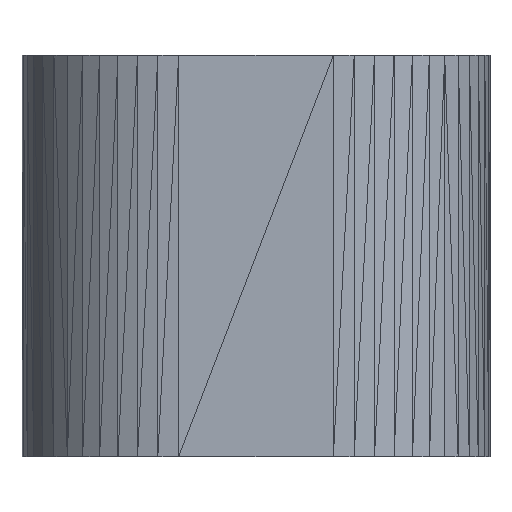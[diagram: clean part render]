
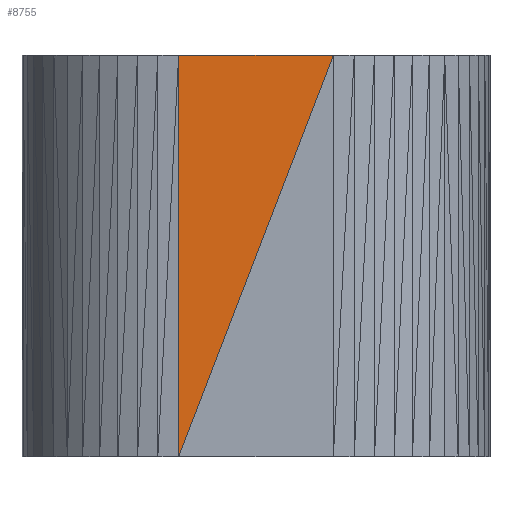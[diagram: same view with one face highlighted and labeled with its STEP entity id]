
A CAD part, front view. The second image highlights one B-rep face of the part: STEP entity #8755.
In plain terms, the highlighted planar face has unit normal (0, -1, 0).
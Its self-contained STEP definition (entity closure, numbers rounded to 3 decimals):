
#2803 = VERTEX_POINT('',#2804);
#2804 = CARTESIAN_POINT('',(-1.157,-3.495,6.));
#2880 = PLANE('',#2881);
#2881 = AXIS2_PLACEMENT_3D('',#2882,#2883,#2884);
#2882 = CARTESIAN_POINT('',(-0.024,-2.829,6.));
#2883 = DIRECTION('',(0.,0.,1.));
#2884 = DIRECTION('',(1.,0.,0.));
#3034 = EDGE_CURVE('',#2803,#3035,#3037,.T.);
#3035 = VERTEX_POINT('',#3036);
#3036 = CARTESIAN_POINT('',(1.157,-3.495,6.));
#3037 = SURFACE_CURVE('',#3038,(#3042,#3049),.PCURVE_S1.);
#3038 = LINE('',#3039,#3040);
#3039 = CARTESIAN_POINT('',(-1.157,-3.495,6.));
#3040 = VECTOR('',#3041,1.);
#3041 = DIRECTION('',(1.,0.,0.));
#3042 = PCURVE('',#2880,#3043);
#3043 = DEFINITIONAL_REPRESENTATION('',(#3044),#3048);
#3044 = LINE('',#3045,#3046);
#3045 = CARTESIAN_POINT('',(-1.133,-0.666));
#3046 = VECTOR('',#3047,1.);
#3047 = DIRECTION('',(1.,0.));
#3048 = ( GEOMETRIC_REPRESENTATION_CONTEXT(2) 
PARAMETRIC_REPRESENTATION_CONTEXT() REPRESENTATION_CONTEXT('2D SPACE',''
  ) );
#3049 = PCURVE('',#3050,#3055);
#3050 = PLANE('',#3051);
#3051 = AXIS2_PLACEMENT_3D('',#3052,#3053,#3054);
#3052 = CARTESIAN_POINT('',(-0.471,-3.495,
    3.471));
#3053 = DIRECTION('',(-0.,-1.,-0.));
#3054 = DIRECTION('',(0.,0.,-1.));
#3055 = DEFINITIONAL_REPRESENTATION('',(#3056),#3060);
#3056 = LINE('',#3057,#3058);
#3057 = CARTESIAN_POINT('',(-2.529,-0.686));
#3058 = VECTOR('',#3059,1.);
#3059 = DIRECTION('',(0.,1.));
#3060 = ( GEOMETRIC_REPRESENTATION_CONTEXT(2) 
PARAMETRIC_REPRESENTATION_CONTEXT() REPRESENTATION_CONTEXT('2D SPACE',''
  ) );
#8755 = ADVANCED_FACE('',(#8756),#3050,.T.);
#8756 = FACE_BOUND('',#8757,.T.);
#8757 = EDGE_LOOP('',(#8758,#8786,#8787));
#8758 = ORIENTED_EDGE('',*,*,#8759,.T.);
#8759 = EDGE_CURVE('',#8760,#3035,#8762,.T.);
#8760 = VERTEX_POINT('',#8761);
#8761 = CARTESIAN_POINT('',(-1.157,-3.495,0.));
#8762 = SURFACE_CURVE('',#8763,(#8767,#8774),.PCURVE_S1.);
#8763 = LINE('',#8764,#8765);
#8764 = CARTESIAN_POINT('',(-1.157,-3.495,0.));
#8765 = VECTOR('',#8766,1.);
#8766 = DIRECTION('',(0.36,0.,0.933));
#8767 = PCURVE('',#3050,#8768);
#8768 = DEFINITIONAL_REPRESENTATION('',(#8769),#8773);
#8769 = LINE('',#8770,#8771);
#8770 = CARTESIAN_POINT('',(3.471,-0.686));
#8771 = VECTOR('',#8772,1.);
#8772 = DIRECTION('',(-0.933,0.36));
#8773 = ( GEOMETRIC_REPRESENTATION_CONTEXT(2) 
PARAMETRIC_REPRESENTATION_CONTEXT() REPRESENTATION_CONTEXT('2D SPACE',''
  ) );
#8774 = PCURVE('',#8775,#8780);
#8775 = PLANE('',#8776);
#8776 = AXIS2_PLACEMENT_3D('',#8777,#8778,#8779);
#8777 = CARTESIAN_POINT('',(0.471,-3.495,
    2.529));
#8778 = DIRECTION('',(-0.,-1.,-0.));
#8779 = DIRECTION('',(0.,0.,-1.));
#8780 = DEFINITIONAL_REPRESENTATION('',(#8781),#8785);
#8781 = LINE('',#8782,#8783);
#8782 = CARTESIAN_POINT('',(2.529,-1.628));
#8783 = VECTOR('',#8784,1.);
#8784 = DIRECTION('',(-0.933,0.36));
#8785 = ( GEOMETRIC_REPRESENTATION_CONTEXT(2) 
PARAMETRIC_REPRESENTATION_CONTEXT() REPRESENTATION_CONTEXT('2D SPACE',''
  ) );
#8786 = ORIENTED_EDGE('',*,*,#3034,.F.);
#8787 = ORIENTED_EDGE('',*,*,#8788,.T.);
#8788 = EDGE_CURVE('',#2803,#8760,#8789,.T.);
#8789 = SURFACE_CURVE('',#8790,(#8794,#8801),.PCURVE_S1.);
#8790 = LINE('',#8791,#8792);
#8791 = CARTESIAN_POINT('',(-1.157,-3.495,6.));
#8792 = VECTOR('',#8793,1.);
#8793 = DIRECTION('',(0.,0.,-1.));
#8794 = PCURVE('',#3050,#8795);
#8795 = DEFINITIONAL_REPRESENTATION('',(#8796),#8800);
#8796 = LINE('',#8797,#8798);
#8797 = CARTESIAN_POINT('',(-2.529,-0.686));
#8798 = VECTOR('',#8799,1.);
#8799 = DIRECTION('',(1.,0.));
#8800 = ( GEOMETRIC_REPRESENTATION_CONTEXT(2) 
PARAMETRIC_REPRESENTATION_CONTEXT() REPRESENTATION_CONTEXT('2D SPACE',''
  ) );
#8801 = PCURVE('',#8802,#8807);
#8802 = PLANE('',#8803);
#8803 = AXIS2_PLACEMENT_3D('',#8804,#8805,#8806);
#8804 = CARTESIAN_POINT('',(-1.237,-3.485,
    2.924));
#8805 = DIRECTION('',(-0.125,-0.992,0.
    ));
#8806 = DIRECTION('',(-0.992,0.125,0.));
#8807 = DEFINITIONAL_REPRESENTATION('',(#8808),#8812);
#8808 = LINE('',#8809,#8810);
#8809 = CARTESIAN_POINT('',(-0.081,-3.076));
#8810 = VECTOR('',#8811,1.);
#8811 = DIRECTION('',(0.,1.));
#8812 = ( GEOMETRIC_REPRESENTATION_CONTEXT(2) 
PARAMETRIC_REPRESENTATION_CONTEXT() REPRESENTATION_CONTEXT('2D SPACE',''
  ) );
